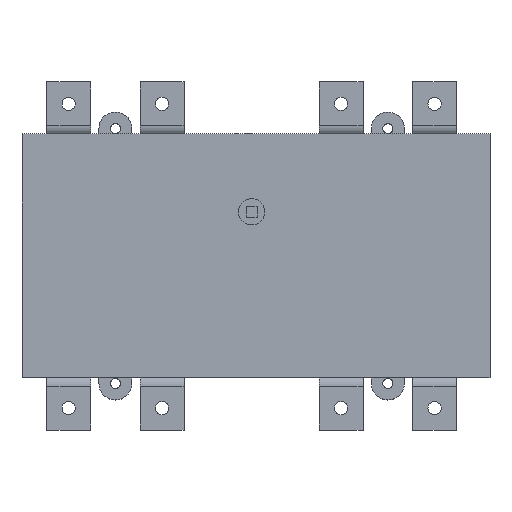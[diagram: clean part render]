
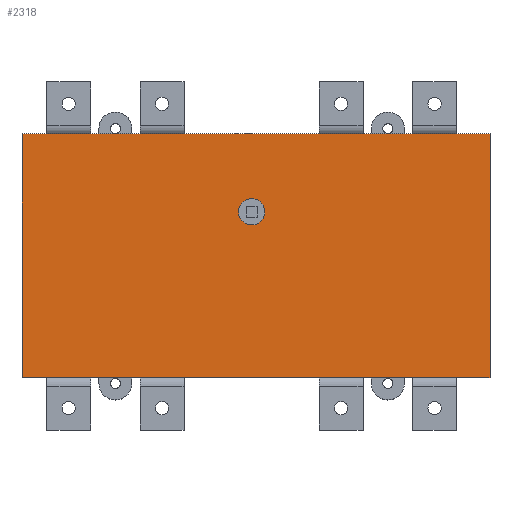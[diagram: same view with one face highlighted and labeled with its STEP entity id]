
A CAD part, top view. The second image highlights one B-rep face of the part: STEP entity #2318.
In plain terms, the highlighted planar face has unit normal (0, 0, 1).
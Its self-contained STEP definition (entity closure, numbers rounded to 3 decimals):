
#31=FACE_BOUND('',#309,.T.);
#127=FACE_OUTER_BOUND('',#308,.T.);
#308=EDGE_LOOP('',(#1305,#1306,#1307,#1308));
#309=EDGE_LOOP('',(#1309));
#531=VERTEX_POINT('',#22480);
#532=VERTEX_POINT('',#22484);
#533=VERTEX_POINT('',#22485);
#534=VERTEX_POINT('',#22487);
#535=VERTEX_POINT('',#22489);
#845=EDGE_CURVE('',#531,#531,#12151,.T.);
#846=EDGE_CURVE('',#532,#533,#4747,.T.);
#847=EDGE_CURVE('',#534,#532,#4748,.T.);
#848=EDGE_CURVE('',#535,#534,#4749,.T.);
#849=EDGE_CURVE('',#533,#535,#4750,.T.);
#1305=ORIENTED_EDGE('',*,*,#846,.F.);
#1306=ORIENTED_EDGE('',*,*,#847,.F.);
#1307=ORIENTED_EDGE('',*,*,#848,.F.);
#1308=ORIENTED_EDGE('',*,*,#849,.F.);
#1309=ORIENTED_EDGE('',*,*,#845,.T.);
#2187=PLANE('',#12266);
#2318=ADVANCED_FACE('',(#127,#31),#2187,.T.);
#4747=LINE('',#22486,#7321);
#4748=LINE('',#22488,#7322);
#4749=LINE('',#22490,#7323);
#4750=LINE('',#22491,#7324);
#7321=VECTOR('',#14807,10.);
#7322=VECTOR('',#14808,10.);
#7323=VECTOR('',#14809,10.);
#7324=VECTOR('',#14810,10.);
#12151=CIRCLE('',#12264,12.);
#12264=AXIS2_PLACEMENT_3D('',#22481,#14801,#14802);
#12266=AXIS2_PLACEMENT_3D('',#22483,#14805,#14806);
#14801=DIRECTION('center_axis',(0.,0.,
-1.));
#14802=DIRECTION('ref_axis',(-1.,0.,0.));
#14805=DIRECTION('center_axis',(0.,0.,
1.));
#14806=DIRECTION('ref_axis',(1.,0.,0.));
#14807=DIRECTION('',(0.,1.,0.));
#14808=DIRECTION('',(-1.,0.,0.));
#14809=DIRECTION('',(0.,-1.,0.));
#14810=DIRECTION('',(1.,0.,0.));
#22480=CARTESIAN_POINT('',(219.,40.,202.5));
#22481=CARTESIAN_POINT('Origin',(207.,40.,202.5));
#22483=CARTESIAN_POINT('Origin',(211.,0.,202.5));
#22484=CARTESIAN_POINT('',(-2.,-111.,202.5));
#22485=CARTESIAN_POINT('',(-2.,111.,202.5));
#22486=CARTESIAN_POINT('',(-2.,111.,202.5));
#22487=CARTESIAN_POINT('',(424.,-111.,202.5));
#22488=CARTESIAN_POINT('',(-2.,-111.,202.5));
#22489=CARTESIAN_POINT('',(424.,111.,202.5));
#22490=CARTESIAN_POINT('',(424.,-111.,202.5));
#22491=CARTESIAN_POINT('',(424.,111.,202.5));
